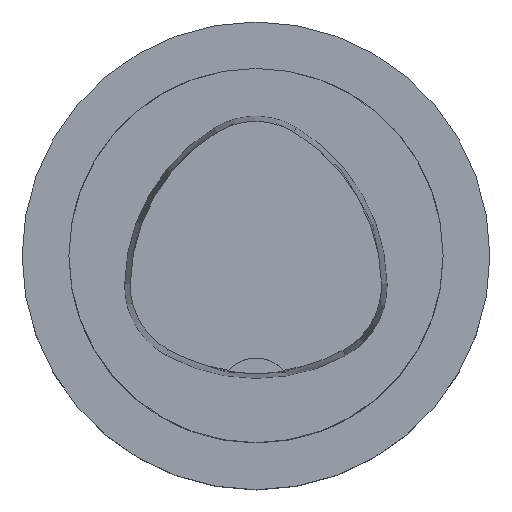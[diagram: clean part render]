
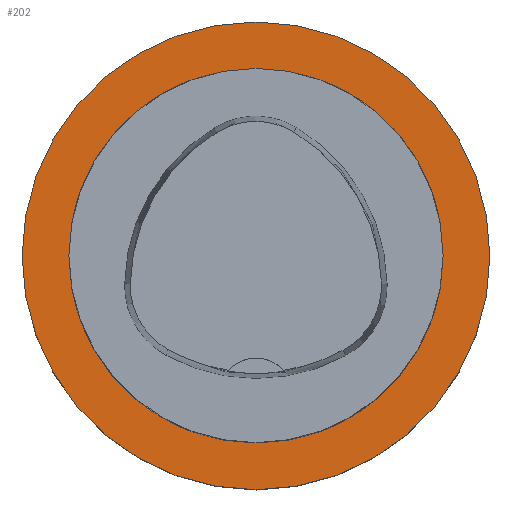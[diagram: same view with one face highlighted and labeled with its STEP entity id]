
A CAD part, top view. The second image highlights one B-rep face of the part: STEP entity #202.
In plain terms, the highlighted planar face has unit normal (0, 0, 1).
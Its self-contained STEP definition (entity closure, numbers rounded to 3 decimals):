
#132=FACE_BOUND('',#291,.T.);
#133=FACE_BOUND('',#292,.T.);
#162=PLANE('',#792);
#202=ADVANCED_FACE('',(#132,#133),#162,.T.);
#291=EDGE_LOOP('',(#517));
#292=EDGE_LOOP('',(#518));
#517=ORIENTED_EDGE('',*,*,#670,.T.);
#518=ORIENTED_EDGE('',*,*,#690,.F.);
#605=VERTEX_POINT('',#1104);
#616=VERTEX_POINT('',#1151);
#670=EDGE_CURVE('',#605,#605,#728,.T.);
#690=EDGE_CURVE('',#616,#616,#732,.T.);
#728=CIRCLE('',#771,20.0);
#732=CIRCLE('',#791,25.0);
#771=AXIS2_PLACEMENT_3D('',#1103,#895,#896);
#791=AXIS2_PLACEMENT_3D('',#1150,#951,#952);
#792=AXIS2_PLACEMENT_3D('',#1152,#953,#954);
#895=DIRECTION('',(0.0,0.0,-1.0));
#896=DIRECTION('',(-1.0,0.0,0.0));
#951=DIRECTION('',(0.0,0.0,-1.0));
#952=DIRECTION('',(-1.0,0.0,0.0));
#953=DIRECTION('',(0.0,0.0,1.0));
#954=DIRECTION('',(1.0,0.0,0.0));
#1103=CARTESIAN_POINT('',(0.0,0.0,-20.0));
#1104=CARTESIAN_POINT('',(-20.0,0.0,-20.0));
#1150=CARTESIAN_POINT('',(0.,0.,-20.0));
#1151=CARTESIAN_POINT('',(-25.0,0.,-20.0));
#1152=CARTESIAN_POINT('',(0.,0.,-20.0));
